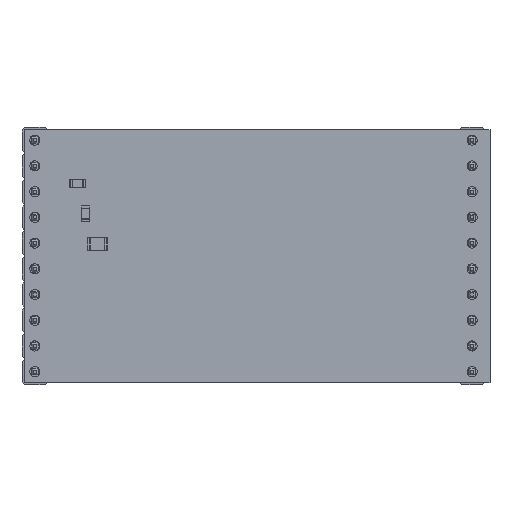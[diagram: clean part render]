
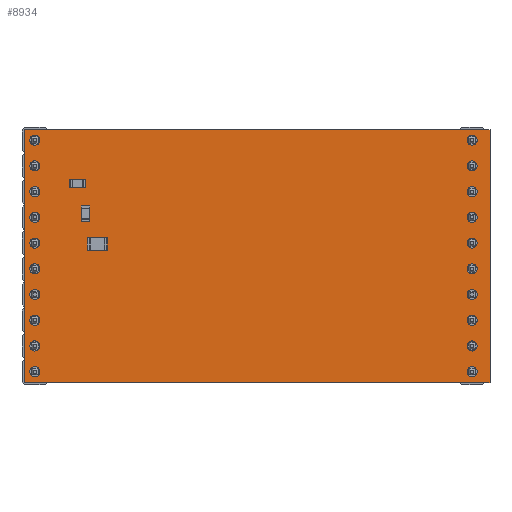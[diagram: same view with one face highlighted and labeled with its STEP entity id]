
A CAD part, top view. The second image highlights one B-rep face of the part: STEP entity #8934.
In plain terms, the highlighted planar face has unit normal (0, 0, 1).
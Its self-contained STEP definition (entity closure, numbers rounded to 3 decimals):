
#8602 = VERTEX_POINT('',#8603);
#8603 = CARTESIAN_POINT('',(95.75,-49.35,1.6));
#8609 = EDGE_CURVE('',#8602,#8610,#8612,.T.);
#8610 = VERTEX_POINT('',#8611);
#8611 = CARTESIAN_POINT('',(49.75,-49.35,1.6));
#8612 = LINE('',#8613,#8614);
#8613 = CARTESIAN_POINT('',(95.75,-49.35,1.6));
#8614 = VECTOR('',#8615,1.);
#8615 = DIRECTION('',(-1.,0.,0.));
#8642 = VERTEX_POINT('',#8643);
#8643 = CARTESIAN_POINT('',(95.75,-24.35,1.6));
#8649 = EDGE_CURVE('',#8642,#8602,#8650,.T.);
#8650 = LINE('',#8651,#8652);
#8651 = CARTESIAN_POINT('',(95.75,-24.35,1.6));
#8652 = VECTOR('',#8653,1.);
#8653 = DIRECTION('',(0.,-1.,0.));
#8671 = EDGE_CURVE('',#8610,#8672,#8674,.T.);
#8672 = VERTEX_POINT('',#8673);
#8673 = CARTESIAN_POINT('',(49.75,-24.35,1.6));
#8674 = LINE('',#8675,#8676);
#8675 = CARTESIAN_POINT('',(49.75,-49.35,1.6));
#8676 = VECTOR('',#8677,1.);
#8677 = DIRECTION('',(0.,1.,0.));
#8934 = ADVANCED_FACE('',(#8935,#8946,#8957,#8968,#8979,#8990,#9001,
    #9012,#9023,#9034,#9045,#9056,#9067,#9078,#9089,#9100,#9111,#9122,
    #9133,#9144,#9155),#9166,.T.);
#8935 = FACE_BOUND('',#8936,.T.);
#8936 = EDGE_LOOP('',(#8937,#8938,#8939,#8945));
#8937 = ORIENTED_EDGE('',*,*,#8609,.F.);
#8938 = ORIENTED_EDGE('',*,*,#8649,.F.);
#8939 = ORIENTED_EDGE('',*,*,#8940,.F.);
#8940 = EDGE_CURVE('',#8672,#8642,#8941,.T.);
#8941 = LINE('',#8942,#8943);
#8942 = CARTESIAN_POINT('',(49.75,-24.35,1.6));
#8943 = VECTOR('',#8944,1.);
#8944 = DIRECTION('',(1.,0.,0.));
#8945 = ORIENTED_EDGE('',*,*,#8671,.F.);
#8946 = FACE_BOUND('',#8947,.T.);
#8947 = EDGE_LOOP('',(#8948));
#8948 = ORIENTED_EDGE('',*,*,#8949,.T.);
#8949 = EDGE_CURVE('',#8950,#8950,#8952,.T.);
#8950 = VERTEX_POINT('',#8951);
#8951 = CARTESIAN_POINT('',(50.8,-48.76,1.6));
#8952 = CIRCLE('',#8953,0.5);
#8953 = AXIS2_PLACEMENT_3D('',#8954,#8955,#8956);
#8954 = CARTESIAN_POINT('',(50.8,-48.26,1.6));
#8955 = DIRECTION('',(-0.,0.,-1.));
#8956 = DIRECTION('',(-0.,-1.,0.));
#8957 = FACE_BOUND('',#8958,.T.);
#8958 = EDGE_LOOP('',(#8959));
#8959 = ORIENTED_EDGE('',*,*,#8960,.T.);
#8960 = EDGE_CURVE('',#8961,#8961,#8963,.T.);
#8961 = VERTEX_POINT('',#8962);
#8962 = CARTESIAN_POINT('',(50.8,-46.22,1.6));
#8963 = CIRCLE('',#8964,0.5);
#8964 = AXIS2_PLACEMENT_3D('',#8965,#8966,#8967);
#8965 = CARTESIAN_POINT('',(50.8,-45.72,1.6));
#8966 = DIRECTION('',(-0.,0.,-1.));
#8967 = DIRECTION('',(-0.,-1.,0.));
#8968 = FACE_BOUND('',#8969,.T.);
#8969 = EDGE_LOOP('',(#8970));
#8970 = ORIENTED_EDGE('',*,*,#8971,.T.);
#8971 = EDGE_CURVE('',#8972,#8972,#8974,.T.);
#8972 = VERTEX_POINT('',#8973);
#8973 = CARTESIAN_POINT('',(50.8,-43.68,1.6));
#8974 = CIRCLE('',#8975,0.5);
#8975 = AXIS2_PLACEMENT_3D('',#8976,#8977,#8978);
#8976 = CARTESIAN_POINT('',(50.8,-43.18,1.6));
#8977 = DIRECTION('',(-0.,0.,-1.));
#8978 = DIRECTION('',(-0.,-1.,0.));
#8979 = FACE_BOUND('',#8980,.T.);
#8980 = EDGE_LOOP('',(#8981));
#8981 = ORIENTED_EDGE('',*,*,#8982,.T.);
#8982 = EDGE_CURVE('',#8983,#8983,#8985,.T.);
#8983 = VERTEX_POINT('',#8984);
#8984 = CARTESIAN_POINT('',(50.8,-41.14,1.6));
#8985 = CIRCLE('',#8986,0.5);
#8986 = AXIS2_PLACEMENT_3D('',#8987,#8988,#8989);
#8987 = CARTESIAN_POINT('',(50.8,-40.64,1.6));
#8988 = DIRECTION('',(-0.,0.,-1.));
#8989 = DIRECTION('',(-0.,-1.,0.));
#8990 = FACE_BOUND('',#8991,.T.);
#8991 = EDGE_LOOP('',(#8992));
#8992 = ORIENTED_EDGE('',*,*,#8993,.T.);
#8993 = EDGE_CURVE('',#8994,#8994,#8996,.T.);
#8994 = VERTEX_POINT('',#8995);
#8995 = CARTESIAN_POINT('',(50.8,-38.6,1.6));
#8996 = CIRCLE('',#8997,0.5);
#8997 = AXIS2_PLACEMENT_3D('',#8998,#8999,#9000);
#8998 = CARTESIAN_POINT('',(50.8,-38.1,1.6));
#8999 = DIRECTION('',(-0.,0.,-1.));
#9000 = DIRECTION('',(-0.,-1.,0.));
#9001 = FACE_BOUND('',#9002,.T.);
#9002 = EDGE_LOOP('',(#9003));
#9003 = ORIENTED_EDGE('',*,*,#9004,.T.);
#9004 = EDGE_CURVE('',#9005,#9005,#9007,.T.);
#9005 = VERTEX_POINT('',#9006);
#9006 = CARTESIAN_POINT('',(93.98,-48.76,1.6));
#9007 = CIRCLE('',#9008,0.5);
#9008 = AXIS2_PLACEMENT_3D('',#9009,#9010,#9011);
#9009 = CARTESIAN_POINT('',(93.98,-48.26,1.6));
#9010 = DIRECTION('',(-0.,0.,-1.));
#9011 = DIRECTION('',(-0.,-1.,0.));
#9012 = FACE_BOUND('',#9013,.T.);
#9013 = EDGE_LOOP('',(#9014));
#9014 = ORIENTED_EDGE('',*,*,#9015,.T.);
#9015 = EDGE_CURVE('',#9016,#9016,#9018,.T.);
#9016 = VERTEX_POINT('',#9017);
#9017 = CARTESIAN_POINT('',(93.98,-46.22,1.6));
#9018 = CIRCLE('',#9019,0.5);
#9019 = AXIS2_PLACEMENT_3D('',#9020,#9021,#9022);
#9020 = CARTESIAN_POINT('',(93.98,-45.72,1.6));
#9021 = DIRECTION('',(-0.,0.,-1.));
#9022 = DIRECTION('',(-0.,-1.,0.));
#9023 = FACE_BOUND('',#9024,.T.);
#9024 = EDGE_LOOP('',(#9025));
#9025 = ORIENTED_EDGE('',*,*,#9026,.T.);
#9026 = EDGE_CURVE('',#9027,#9027,#9029,.T.);
#9027 = VERTEX_POINT('',#9028);
#9028 = CARTESIAN_POINT('',(93.98,-43.68,1.6));
#9029 = CIRCLE('',#9030,0.5);
#9030 = AXIS2_PLACEMENT_3D('',#9031,#9032,#9033);
#9031 = CARTESIAN_POINT('',(93.98,-43.18,1.6));
#9032 = DIRECTION('',(-0.,0.,-1.));
#9033 = DIRECTION('',(-0.,-1.,0.));
#9034 = FACE_BOUND('',#9035,.T.);
#9035 = EDGE_LOOP('',(#9036));
#9036 = ORIENTED_EDGE('',*,*,#9037,.T.);
#9037 = EDGE_CURVE('',#9038,#9038,#9040,.T.);
#9038 = VERTEX_POINT('',#9039);
#9039 = CARTESIAN_POINT('',(93.98,-41.14,1.6));
#9040 = CIRCLE('',#9041,0.5);
#9041 = AXIS2_PLACEMENT_3D('',#9042,#9043,#9044);
#9042 = CARTESIAN_POINT('',(93.98,-40.64,1.6));
#9043 = DIRECTION('',(-0.,0.,-1.));
#9044 = DIRECTION('',(-0.,-1.,0.));
#9045 = FACE_BOUND('',#9046,.T.);
#9046 = EDGE_LOOP('',(#9047));
#9047 = ORIENTED_EDGE('',*,*,#9048,.T.);
#9048 = EDGE_CURVE('',#9049,#9049,#9051,.T.);
#9049 = VERTEX_POINT('',#9050);
#9050 = CARTESIAN_POINT('',(93.98,-38.6,1.6));
#9051 = CIRCLE('',#9052,0.5);
#9052 = AXIS2_PLACEMENT_3D('',#9053,#9054,#9055);
#9053 = CARTESIAN_POINT('',(93.98,-38.1,1.6));
#9054 = DIRECTION('',(-0.,0.,-1.));
#9055 = DIRECTION('',(-0.,-1.,0.));
#9056 = FACE_BOUND('',#9057,.T.);
#9057 = EDGE_LOOP('',(#9058));
#9058 = ORIENTED_EDGE('',*,*,#9059,.T.);
#9059 = EDGE_CURVE('',#9060,#9060,#9062,.T.);
#9060 = VERTEX_POINT('',#9061);
#9061 = CARTESIAN_POINT('',(50.8,-36.06,1.6));
#9062 = CIRCLE('',#9063,0.5);
#9063 = AXIS2_PLACEMENT_3D('',#9064,#9065,#9066);
#9064 = CARTESIAN_POINT('',(50.8,-35.56,1.6));
#9065 = DIRECTION('',(-0.,0.,-1.));
#9066 = DIRECTION('',(-0.,-1.,0.));
#9067 = FACE_BOUND('',#9068,.T.);
#9068 = EDGE_LOOP('',(#9069));
#9069 = ORIENTED_EDGE('',*,*,#9070,.T.);
#9070 = EDGE_CURVE('',#9071,#9071,#9073,.T.);
#9071 = VERTEX_POINT('',#9072);
#9072 = CARTESIAN_POINT('',(50.8,-33.52,1.6));
#9073 = CIRCLE('',#9074,0.5);
#9074 = AXIS2_PLACEMENT_3D('',#9075,#9076,#9077);
#9075 = CARTESIAN_POINT('',(50.8,-33.02,1.6));
#9076 = DIRECTION('',(-0.,0.,-1.));
#9077 = DIRECTION('',(-0.,-1.,0.));
#9078 = FACE_BOUND('',#9079,.T.);
#9079 = EDGE_LOOP('',(#9080));
#9080 = ORIENTED_EDGE('',*,*,#9081,.T.);
#9081 = EDGE_CURVE('',#9082,#9082,#9084,.T.);
#9082 = VERTEX_POINT('',#9083);
#9083 = CARTESIAN_POINT('',(50.8,-30.98,1.6));
#9084 = CIRCLE('',#9085,0.5);
#9085 = AXIS2_PLACEMENT_3D('',#9086,#9087,#9088);
#9086 = CARTESIAN_POINT('',(50.8,-30.48,1.6));
#9087 = DIRECTION('',(-0.,0.,-1.));
#9088 = DIRECTION('',(-0.,-1.,0.));
#9089 = FACE_BOUND('',#9090,.T.);
#9090 = EDGE_LOOP('',(#9091));
#9091 = ORIENTED_EDGE('',*,*,#9092,.T.);
#9092 = EDGE_CURVE('',#9093,#9093,#9095,.T.);
#9093 = VERTEX_POINT('',#9094);
#9094 = CARTESIAN_POINT('',(50.8,-28.44,1.6));
#9095 = CIRCLE('',#9096,0.5);
#9096 = AXIS2_PLACEMENT_3D('',#9097,#9098,#9099);
#9097 = CARTESIAN_POINT('',(50.8,-27.94,1.6));
#9098 = DIRECTION('',(-0.,0.,-1.));
#9099 = DIRECTION('',(-0.,-1.,0.));
#9100 = FACE_BOUND('',#9101,.T.);
#9101 = EDGE_LOOP('',(#9102));
#9102 = ORIENTED_EDGE('',*,*,#9103,.T.);
#9103 = EDGE_CURVE('',#9104,#9104,#9106,.T.);
#9104 = VERTEX_POINT('',#9105);
#9105 = CARTESIAN_POINT('',(50.8,-25.9,1.6));
#9106 = CIRCLE('',#9107,0.5);
#9107 = AXIS2_PLACEMENT_3D('',#9108,#9109,#9110);
#9108 = CARTESIAN_POINT('',(50.8,-25.4,1.6));
#9109 = DIRECTION('',(-0.,0.,-1.));
#9110 = DIRECTION('',(-0.,-1.,0.));
#9111 = FACE_BOUND('',#9112,.T.);
#9112 = EDGE_LOOP('',(#9113));
#9113 = ORIENTED_EDGE('',*,*,#9114,.T.);
#9114 = EDGE_CURVE('',#9115,#9115,#9117,.T.);
#9115 = VERTEX_POINT('',#9116);
#9116 = CARTESIAN_POINT('',(93.98,-36.06,1.6));
#9117 = CIRCLE('',#9118,0.5);
#9118 = AXIS2_PLACEMENT_3D('',#9119,#9120,#9121);
#9119 = CARTESIAN_POINT('',(93.98,-35.56,1.6));
#9120 = DIRECTION('',(-0.,0.,-1.));
#9121 = DIRECTION('',(-0.,-1.,0.));
#9122 = FACE_BOUND('',#9123,.T.);
#9123 = EDGE_LOOP('',(#9124));
#9124 = ORIENTED_EDGE('',*,*,#9125,.T.);
#9125 = EDGE_CURVE('',#9126,#9126,#9128,.T.);
#9126 = VERTEX_POINT('',#9127);
#9127 = CARTESIAN_POINT('',(93.98,-33.52,1.6));
#9128 = CIRCLE('',#9129,0.5);
#9129 = AXIS2_PLACEMENT_3D('',#9130,#9131,#9132);
#9130 = CARTESIAN_POINT('',(93.98,-33.02,1.6));
#9131 = DIRECTION('',(-0.,0.,-1.));
#9132 = DIRECTION('',(-0.,-1.,0.));
#9133 = FACE_BOUND('',#9134,.T.);
#9134 = EDGE_LOOP('',(#9135));
#9135 = ORIENTED_EDGE('',*,*,#9136,.T.);
#9136 = EDGE_CURVE('',#9137,#9137,#9139,.T.);
#9137 = VERTEX_POINT('',#9138);
#9138 = CARTESIAN_POINT('',(93.98,-30.98,1.6));
#9139 = CIRCLE('',#9140,0.5);
#9140 = AXIS2_PLACEMENT_3D('',#9141,#9142,#9143);
#9141 = CARTESIAN_POINT('',(93.98,-30.48,1.6));
#9142 = DIRECTION('',(-0.,0.,-1.));
#9143 = DIRECTION('',(-0.,-1.,0.));
#9144 = FACE_BOUND('',#9145,.T.);
#9145 = EDGE_LOOP('',(#9146));
#9146 = ORIENTED_EDGE('',*,*,#9147,.T.);
#9147 = EDGE_CURVE('',#9148,#9148,#9150,.T.);
#9148 = VERTEX_POINT('',#9149);
#9149 = CARTESIAN_POINT('',(93.98,-28.44,1.6));
#9150 = CIRCLE('',#9151,0.5);
#9151 = AXIS2_PLACEMENT_3D('',#9152,#9153,#9154);
#9152 = CARTESIAN_POINT('',(93.98,-27.94,1.6));
#9153 = DIRECTION('',(-0.,0.,-1.));
#9154 = DIRECTION('',(-0.,-1.,0.));
#9155 = FACE_BOUND('',#9156,.T.);
#9156 = EDGE_LOOP('',(#9157));
#9157 = ORIENTED_EDGE('',*,*,#9158,.T.);
#9158 = EDGE_CURVE('',#9159,#9159,#9161,.T.);
#9159 = VERTEX_POINT('',#9160);
#9160 = CARTESIAN_POINT('',(93.98,-25.9,1.6));
#9161 = CIRCLE('',#9162,0.5);
#9162 = AXIS2_PLACEMENT_3D('',#9163,#9164,#9165);
#9163 = CARTESIAN_POINT('',(93.98,-25.4,1.6));
#9164 = DIRECTION('',(-0.,0.,-1.));
#9165 = DIRECTION('',(-0.,-1.,0.));
#9166 = PLANE('',#9167);
#9167 = AXIS2_PLACEMENT_3D('',#9168,#9169,#9170);
#9168 = CARTESIAN_POINT('',(0.,0.,1.6));
#9169 = DIRECTION('',(0.,0.,1.));
#9170 = DIRECTION('',(1.,0.,-0.));
